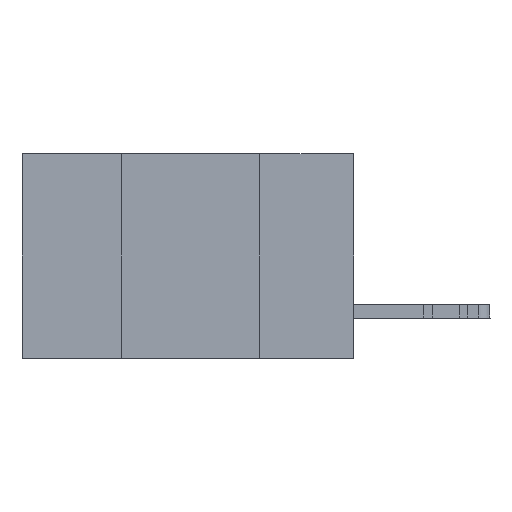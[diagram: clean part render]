
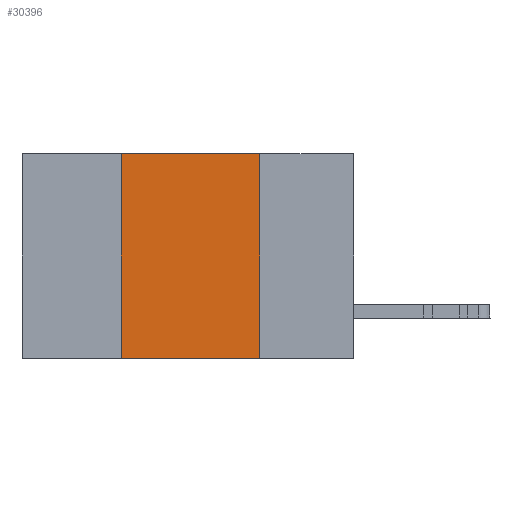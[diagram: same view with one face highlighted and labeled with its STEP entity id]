
A CAD part, left-side view. The second image highlights one B-rep face of the part: STEP entity #30396.
In plain terms, the highlighted planar face has unit normal (-1, 0, 0).
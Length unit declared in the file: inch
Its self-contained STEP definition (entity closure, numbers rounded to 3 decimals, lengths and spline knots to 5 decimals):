
#2667 = LINE ( 'NONE', #43906, #7437 ) ;
#3717 = EDGE_LOOP ( 'NONE', ( #38452, #24423, #7016, #18272 ) ) ;
#5751 = CARTESIAN_POINT ( 'NONE',  ( 0., 0.42, -0.37 ) ) ;
#6487 = FACE_OUTER_BOUND ( 'NONE', #3717, .T. ) ;
#6872 = CARTESIAN_POINT ( 'NONE',  ( 0., 0.6, -0.37 ) ) ;
#7016 = ORIENTED_EDGE ( 'NONE', *, *, #33625, .F. ) ;
#7437 = VECTOR ( 'NONE', #23240, 39.37008 ) ;
#8009 = CARTESIAN_POINT ( 'NONE',  ( 0., 0.17, -0.37 ) ) ;
#8171 = DIRECTION ( 'NONE',  ( 1., 0., 0. ) ) ;
#8847 = LINE ( 'NONE', #20057, #19663 ) ;
#13751 = LINE ( 'NONE', #16460, #30457 ) ;
#14406 = VERTEX_POINT ( 'NONE', #8009 ) ;
#15320 = DIRECTION ( 'NONE',  ( 0., 0., -1. ) ) ;
#16322 = DIRECTION ( 'NONE',  ( 0., 0., 1. ) ) ;
#16460 = CARTESIAN_POINT ( 'NONE',  ( 0., 0.42, 0. ) ) ;
#16627 = DIRECTION ( 'NONE',  ( 0., 0., -1. ) ) ;
#18272 = ORIENTED_EDGE ( 'NONE', *, *, #37671, .T. ) ;
#18701 = VECTOR ( 'NONE', #26928, 39.37008 ) ;
#19663 = VECTOR ( 'NONE', #16627, 39.37008 ) ;
#20057 = CARTESIAN_POINT ( 'NONE',  ( 0., 0.17, 0. ) ) ;
#21866 = EDGE_CURVE ( 'NONE', #31017, #14406, #8847, .T. ) ;
#23240 = DIRECTION ( 'NONE',  ( 0., -1., 0. ) ) ;
#24423 = ORIENTED_EDGE ( 'NONE', *, *, #30637, .F. ) ;
#26928 = DIRECTION ( 'NONE',  ( 0., -1., 0. ) ) ;
#27301 = LINE ( 'NONE', #6872, #18701 ) ;
#27921 = CARTESIAN_POINT ( 'NONE',  ( 0., 0.6, 0. ) ) ;
#28460 = VERTEX_POINT ( 'NONE', #5751 ) ;
#29381 = PLANE ( 'NONE',  #30358 ) ;
#30358 = AXIS2_PLACEMENT_3D ( 'NONE', #27921, #8171, #15320 ) ;
#30396 = ADVANCED_FACE ( 'NONE', ( #6487 ), #29381, .F. ) ;
#30457 = VECTOR ( 'NONE', #16322, 39.37008 ) ;
#30637 = EDGE_CURVE ( 'NONE', #41770, #31017, #2667, .T. ) ;
#31017 = VERTEX_POINT ( 'NONE', #42651 ) ;
#33625 = EDGE_CURVE ( 'NONE', #28460, #41770, #13751, .T. ) ;
#35568 = CARTESIAN_POINT ( 'NONE',  ( 0., 0.42, 0. ) ) ;
#37671 = EDGE_CURVE ( 'NONE', #28460, #14406, #27301, .T. ) ;
#38452 = ORIENTED_EDGE ( 'NONE', *, *, #21866, .F. ) ;
#41770 = VERTEX_POINT ( 'NONE', #35568 ) ;
#42651 = CARTESIAN_POINT ( 'NONE',  ( 0., 0.17, 0. ) ) ;
#43906 = CARTESIAN_POINT ( 'NONE',  ( 0., 0.6, 0. ) ) ;
